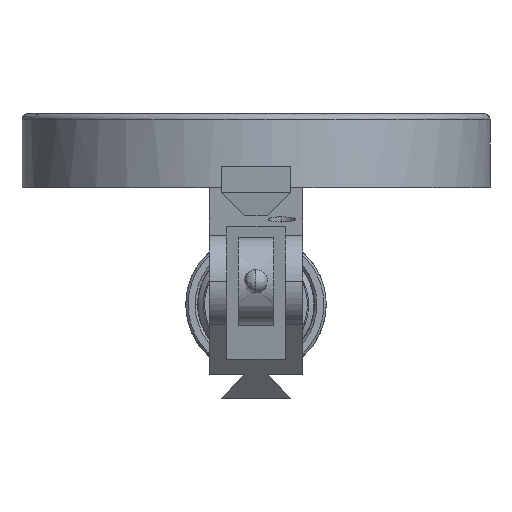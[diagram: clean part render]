
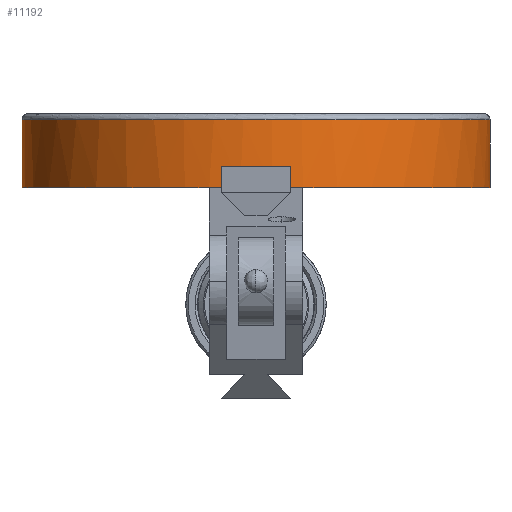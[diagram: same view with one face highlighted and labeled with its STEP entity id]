
A CAD part, front view. The second image highlights one B-rep face of the part: STEP entity #11192.
In plain terms, the highlighted free-form (B-spline) face has degree [2, 1] with [5, 2] control points.
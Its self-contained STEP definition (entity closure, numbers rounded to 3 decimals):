
#896 = VERTEX_POINT('',#897);
#897 = CARTESIAN_POINT('',(-20.992,0.,6.088));
#898 = VERTEX_POINT('',#899);
#899 = CARTESIAN_POINT('',(20.992,0.,
    6.088));
#951 = EDGE_CURVE('',#898,#952,#954,.T.);
#952 = VERTEX_POINT('',#953);
#953 = CARTESIAN_POINT('',(20.992,0.,0.));
#954 = B_SPLINE_CURVE_WITH_KNOTS('',1,(#955,#956),.UNSPECIFIED.,.F.,.F.,
  (2,2),(0.5,6.3),.PIECEWISE_BEZIER_KNOTS.);
#955 = CARTESIAN_POINT('',(20.992,0.,
    6.088));
#956 = CARTESIAN_POINT('',(20.992,0.,0.));
#959 = VERTEX_POINT('',#960);
#960 = CARTESIAN_POINT('',(-20.992,0.,0.));
#968 = EDGE_CURVE('',#896,#959,#969,.T.);
#969 = B_SPLINE_CURVE_WITH_KNOTS('',1,(#970,#971),.UNSPECIFIED.,.F.,.F.,
  (2,2),(0.5,6.3),.PIECEWISE_BEZIER_KNOTS.);
#970 = CARTESIAN_POINT('',(-20.992,0.,6.088));
#971 = CARTESIAN_POINT('',(-20.992,0.,0.));
#2589 = VERTEX_POINT('',#2590);
#2590 = CARTESIAN_POINT('',(4.198,-20.568,0.));
#3178 = VERTEX_POINT('',#3179);
#3179 = CARTESIAN_POINT('',(-4.198,-20.568,0.));
#3190 = EDGE_CURVE('',#3178,#2589,#3191,.T.);
#3191 = ( BOUNDED_CURVE() B_SPLINE_CURVE(2,(#3192,#3193,#3194),
.UNSPECIFIED.,.F.,.F.) B_SPLINE_CURVE_WITH_KNOTS((3,3),(4.511,
4.914),.PIECEWISE_BEZIER_KNOTS.) CURVE() 
GEOMETRIC_REPRESENTATION_ITEM() RATIONAL_B_SPLINE_CURVE((1.,
0.98,1.)) REPRESENTATION_ITEM('') );
#3192 = CARTESIAN_POINT('',(-4.198,-20.568,0.));
#3193 = CARTESIAN_POINT('',(0.,-21.425,0.));
#3194 = CARTESIAN_POINT('',(4.198,-20.568,0.));
#3362 = EDGE_CURVE('',#959,#3178,#3363,.T.);
#3363 = ( BOUNDED_CURVE() B_SPLINE_CURVE(2,(#3364,#3365,#3366),
.UNSPECIFIED.,.F.,.F.) B_SPLINE_CURVE_WITH_KNOTS((3,3),(3.142,
4.511),.PIECEWISE_BEZIER_KNOTS.) CURVE() 
GEOMETRIC_REPRESENTATION_ITEM() RATIONAL_B_SPLINE_CURVE((1.,
0.775,1.)) REPRESENTATION_ITEM('') );
#3364 = CARTESIAN_POINT('',(-20.992,0.,0.));
#3365 = CARTESIAN_POINT('',(-20.992,-17.14,0.));
#3366 = CARTESIAN_POINT('',(-4.198,-20.568,0.));
#3369 = EDGE_CURVE('',#2589,#952,#3370,.T.);
#3370 = ( BOUNDED_CURVE() B_SPLINE_CURVE(2,(#3371,#3372,#3373),
.UNSPECIFIED.,.F.,.F.) B_SPLINE_CURVE_WITH_KNOTS((3,3),(4.914,
6.283),.PIECEWISE_BEZIER_KNOTS.) CURVE() 
GEOMETRIC_REPRESENTATION_ITEM() RATIONAL_B_SPLINE_CURVE((1.,
0.775,1.)) REPRESENTATION_ITEM('') );
#3371 = CARTESIAN_POINT('',(4.198,-20.568,0.));
#3372 = CARTESIAN_POINT('',(20.992,-17.14,0.));
#3373 = CARTESIAN_POINT('',(20.992,0.,0.));
#11192 = ADVANCED_FACE('',(#11193),#11208,.T.);
#11193 = FACE_BOUND('',#11194,.T.);
#11194 = EDGE_LOOP('',(#11195,#11196,#11204,#11205,#11206,#11207));
#11195 = ORIENTED_EDGE('',*,*,#951,.F.);
#11196 = ORIENTED_EDGE('',*,*,#11197,.T.);
#11197 = EDGE_CURVE('',#898,#896,#11198,.T.);
#11198 = ( BOUNDED_CURVE() B_SPLINE_CURVE(2,(#11199,#11200,#11201,#11202
,#11203),.UNSPECIFIED.,.F.,.F.) B_SPLINE_CURVE_WITH_KNOTS((3,2,3),(0.,
1.571,3.142),.PIECEWISE_BEZIER_KNOTS.) CURVE() 
GEOMETRIC_REPRESENTATION_ITEM() RATIONAL_B_SPLINE_CURVE((1.,
0.707,1.,0.707,1.)) REPRESENTATION_ITEM('') );
#11199 = CARTESIAN_POINT('',(20.992,0.,6.088));
#11200 = CARTESIAN_POINT('',(20.992,-20.992,
    6.088));
#11201 = CARTESIAN_POINT('',(0.,-20.992,
    6.088));
#11202 = CARTESIAN_POINT('',(-20.992,-20.992,
    6.088));
#11203 = CARTESIAN_POINT('',(-20.992,0.,
    6.088));
#11204 = ORIENTED_EDGE('',*,*,#968,.T.);
#11205 = ORIENTED_EDGE('',*,*,#3362,.T.);
#11206 = ORIENTED_EDGE('',*,*,#3190,.T.);
#11207 = ORIENTED_EDGE('',*,*,#3369,.T.);
#11208 = ( BOUNDED_SURFACE() B_SPLINE_SURFACE(2,1,(
    (#11209,#11210)
    ,(#11211,#11212)
    ,(#11213,#11214)
    ,(#11215,#11216)
    ,(#11217,#11218
)),.UNSPECIFIED.,.F.,.F.,.F.) B_SPLINE_SURFACE_WITH_KNOTS((3,2,3),(2,2),
  (3.142,4.712,6.283),(0.5,6.3),
.PIECEWISE_BEZIER_KNOTS.) GEOMETRIC_REPRESENTATION_ITEM() 
RATIONAL_B_SPLINE_SURFACE((
    (1.,1.)
    ,(0.707,0.707)
    ,(1.,1.)
    ,(0.707,0.707)
,(1.,1.))) REPRESENTATION_ITEM('') SURFACE() );
#11209 = CARTESIAN_POINT('',(20.992,0.,
    6.088));
#11210 = CARTESIAN_POINT('',(20.992,0.,0.));
#11211 = CARTESIAN_POINT('',(20.992,-20.992,
    6.088));
#11212 = CARTESIAN_POINT('',(20.992,-20.992,0.));
#11213 = CARTESIAN_POINT('',(0.,-20.992,
    6.088));
#11214 = CARTESIAN_POINT('',(0.,-20.992,0.));
#11215 = CARTESIAN_POINT('',(-20.992,-20.992,
    6.088));
#11216 = CARTESIAN_POINT('',(-20.992,-20.992,0.));
#11217 = CARTESIAN_POINT('',(-20.992,0.,
    6.088));
#11218 = CARTESIAN_POINT('',(-20.992,0.,0.));
